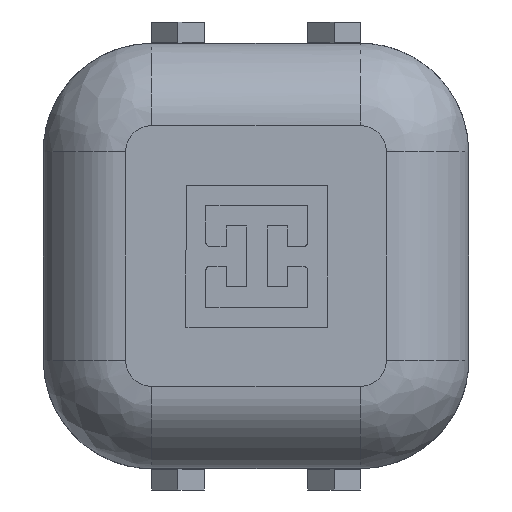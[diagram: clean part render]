
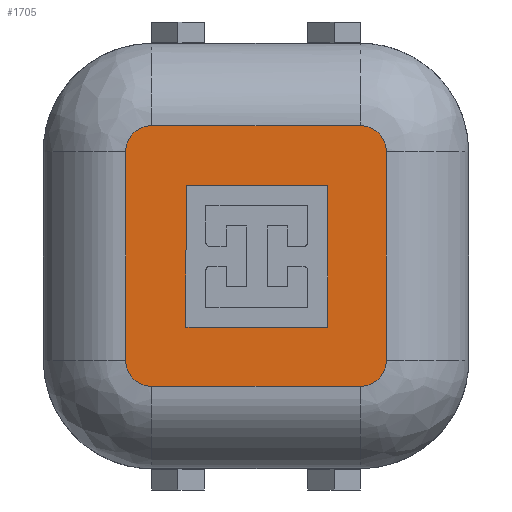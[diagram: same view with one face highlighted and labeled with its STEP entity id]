
A CAD part, front view. The second image highlights one B-rep face of the part: STEP entity #1705.
In plain terms, the highlighted planar face has unit normal (0, -1, 0).
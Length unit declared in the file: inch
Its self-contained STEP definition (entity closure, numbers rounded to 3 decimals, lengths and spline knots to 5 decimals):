
#41=CIRCLE('',#1816,0.126);
#42=CIRCLE('',#1817,0.126);
#43=CIRCLE('',#1818,0.126);
#44=CIRCLE('',#1819,0.126);
#58=FACE_BOUND('',#267,.T.);
#91=PLANE('',#1815);
#158=FACE_OUTER_BOUND('',#266,.T.);
#266=EDGE_LOOP('',(#1312,#1313,#1314,#1315,#1316,#1317,#1318,#1319));
#267=EDGE_LOOP('',(#1320,#1321,#1322,#1323,#1324));
#419=LINE('',#2415,#581);
#423=LINE('',#2423,#585);
#426=LINE('',#2429,#588);
#429=LINE('',#2435,#591);
#432=LINE('',#2440,#594);
#434=LINE('',#2446,#596);
#435=LINE('',#2450,#597);
#436=LINE('',#2454,#598);
#437=LINE('',#2458,#599);
#581=VECTOR('',#1996,0.67852);
#585=VECTOR('',#2002,0.67851);
#588=VECTOR('',#2007,0.00012);
#591=VECTOR('',#2012,0.6786);
#594=VECTOR('',#2017,0.67852);
#596=VECTOR('',#2023,0.998);
#597=VECTOR('',#2026,0.998);
#598=VECTOR('',#2029,0.998);
#599=VECTOR('',#2032,0.998);
#794=VERTEX_POINT('',#2413);
#795=VERTEX_POINT('',#2414);
#798=VERTEX_POINT('',#2422);
#800=VERTEX_POINT('',#2428);
#802=VERTEX_POINT('',#2434);
#804=VERTEX_POINT('',#2444);
#805=VERTEX_POINT('',#2445);
#806=VERTEX_POINT('',#2447);
#807=VERTEX_POINT('',#2449);
#808=VERTEX_POINT('',#2451);
#809=VERTEX_POINT('',#2453);
#810=VERTEX_POINT('',#2455);
#811=VERTEX_POINT('',#2457);
#979=EDGE_CURVE('',#794,#795,#419,.T.);
#983=EDGE_CURVE('',#798,#794,#423,.T.);
#986=EDGE_CURVE('',#800,#798,#426,.T.);
#989=EDGE_CURVE('',#802,#800,#429,.T.);
#992=EDGE_CURVE('',#795,#802,#432,.T.);
#994=EDGE_CURVE('',#804,#805,#434,.T.);
#995=EDGE_CURVE('',#805,#806,#41,.T.);
#996=EDGE_CURVE('',#806,#807,#435,.T.);
#997=EDGE_CURVE('',#807,#808,#42,.T.);
#998=EDGE_CURVE('',#808,#809,#436,.T.);
#999=EDGE_CURVE('',#809,#810,#43,.T.);
#1000=EDGE_CURVE('',#810,#811,#437,.T.);
#1001=EDGE_CURVE('',#811,#804,#44,.T.);
#1312=ORIENTED_EDGE('',*,*,#994,.T.);
#1313=ORIENTED_EDGE('',*,*,#995,.T.);
#1314=ORIENTED_EDGE('',*,*,#996,.T.);
#1315=ORIENTED_EDGE('',*,*,#997,.T.);
#1316=ORIENTED_EDGE('',*,*,#998,.T.);
#1317=ORIENTED_EDGE('',*,*,#999,.T.);
#1318=ORIENTED_EDGE('',*,*,#1000,.T.);
#1319=ORIENTED_EDGE('',*,*,#1001,.T.);
#1320=ORIENTED_EDGE('',*,*,#979,.T.);
#1321=ORIENTED_EDGE('',*,*,#992,.T.);
#1322=ORIENTED_EDGE('',*,*,#989,.T.);
#1323=ORIENTED_EDGE('',*,*,#986,.T.);
#1324=ORIENTED_EDGE('',*,*,#983,.T.);
#1705=ADVANCED_FACE('',(#158,#58),#91,.F.);
#1815=AXIS2_PLACEMENT_3D('',#2443,#2021,#2022);
#1816=AXIS2_PLACEMENT_3D('',#2448,#2024,#2025);
#1817=AXIS2_PLACEMENT_3D('',#2452,#2027,#2028);
#1818=AXIS2_PLACEMENT_3D('',#2456,#2030,#2031);
#1819=AXIS2_PLACEMENT_3D('',#2459,#2033,#2034);
#1996=DIRECTION('',(0.,0.,1.));
#2002=DIRECTION('',(-1.,0.,0.));
#2007=DIRECTION('',(-0.707,0.,0.707));
#2012=DIRECTION('',(0.,0.,-1.));
#2017=DIRECTION('',(1.,0.,0.));
#2021=DIRECTION('center_axis',(0.,1.,0.));
#2022=DIRECTION('ref_axis',(0.,0.,1.));
#2023=DIRECTION('',(0.,0.,-1.));
#2024=DIRECTION('center_axis',(0.,-1.,0.));
#2025=DIRECTION('ref_axis',(-1.,0.,0.));
#2026=DIRECTION('',(1.,0.,0.));
#2027=DIRECTION('center_axis',(0.,-1.,0.));
#2028=DIRECTION('ref_axis',(0.,0.,-1.));
#2029=DIRECTION('',(0.,0.,1.));
#2030=DIRECTION('center_axis',(0.,-1.,0.));
#2031=DIRECTION('ref_axis',(1.,0.,0.));
#2032=DIRECTION('',(-1.,0.,0.));
#2033=DIRECTION('center_axis',(0.,-1.,0.));
#2034=DIRECTION('ref_axis',(0.,0.,1.));
#2413=CARTESIAN_POINT('',(-0.33564,-0.12,-0.34133));
#2414=CARTESIAN_POINT('',(-0.33556,-0.12,0.33719));
#2415=CARTESIAN_POINT('',(-0.33562,-0.12,-0.17064));
#2422=CARTESIAN_POINT('',(0.34288,-0.12,-0.34124));
#2423=CARTESIAN_POINT('',(0.17146,-0.12,-0.34126));
#2428=CARTESIAN_POINT('',(0.34296,-0.12,-0.34133));
#2429=CARTESIAN_POINT('',(0.17189,-0.12,-0.17025));
#2434=CARTESIAN_POINT('',(0.34296,-0.12,0.33728));
#2435=CARTESIAN_POINT('',(0.34296,-0.12,0.16864));
#2440=CARTESIAN_POINT('',(-0.1678,-0.12,0.33721));
#2443=CARTESIAN_POINT('Origin',(0.,-0.12,0.));
#2444=CARTESIAN_POINT('',(-0.625,-0.12,0.499));
#2445=CARTESIAN_POINT('',(-0.625,-0.12,-0.499));
#2446=CARTESIAN_POINT('',(-0.625,-0.12,0.499));
#2447=CARTESIAN_POINT('',(-0.499,-0.12,-0.625));
#2448=CARTESIAN_POINT('Origin',(-0.499,-0.12,-0.499));
#2449=CARTESIAN_POINT('',(0.499,-0.12,-0.625));
#2450=CARTESIAN_POINT('',(-0.499,-0.12,-0.625));
#2451=CARTESIAN_POINT('',(0.625,-0.12,-0.499));
#2452=CARTESIAN_POINT('Origin',(0.499,-0.12,-0.499));
#2453=CARTESIAN_POINT('',(0.625,-0.12,0.499));
#2454=CARTESIAN_POINT('',(0.625,-0.12,-0.499));
#2455=CARTESIAN_POINT('',(0.499,-0.12,0.625));
#2456=CARTESIAN_POINT('Origin',(0.499,-0.12,0.499));
#2457=CARTESIAN_POINT('',(-0.499,-0.12,0.625));
#2458=CARTESIAN_POINT('',(0.499,-0.12,0.625));
#2459=CARTESIAN_POINT('Origin',(-0.499,-0.12,0.499));
